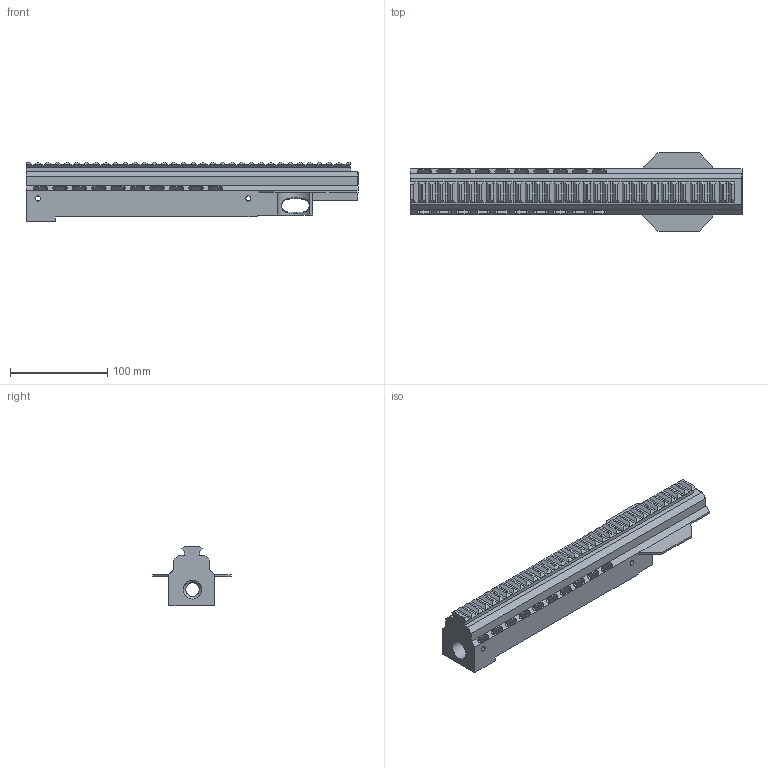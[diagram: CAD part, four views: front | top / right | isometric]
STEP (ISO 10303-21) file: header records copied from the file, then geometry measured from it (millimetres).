
FILE_DESCRIPTION(/* description */ (''),/* implementation_level */ '2;1');
FILE_NAME(/* name */ 'Barrel.step',/* time_stamp */ '2018-10-22T17:31:21-05:00',/* author */ (''),/* organization */ (''),/* preprocessor_version */ 'ST-DEVELOPER v17.2',/* originating_system */ 'Autodesk Translation Framework v7.6.0.251',/* authorisation */ '');
FILE_SCHEMA (('AUTOMOTIVE_DESIGN { 1 0 10303 214 3 1 1 }'));
Length unit declared in the file: millimetre
Products named in the file (1): Barrel
Bounding box: 342 x 80.6 x 61.4 mm (x, y, z)
Volume: 552033.5 mm3; surface area: 102973.5 mm2
Topology: 1 solids, 1 shells, 357 faces, 932 edges, 574 vertices
Faces by surface type: plane 300, cylinder 52, bspline 3, cone 2
Full cylindrical faces by diameter (mm): 5.25 x5, 7 x2, 14 x1, 19.5 x1
Entity records: 11891 total; most frequent: CARTESIAN_POINT 3142, ORIENTED_EDGE 1864, DIRECTION 1650, EDGE_CURVE 932, LINE 800, VECTOR 800, VERTEX_POINT 574, AXIS2_PLACEMENT_3D 425
